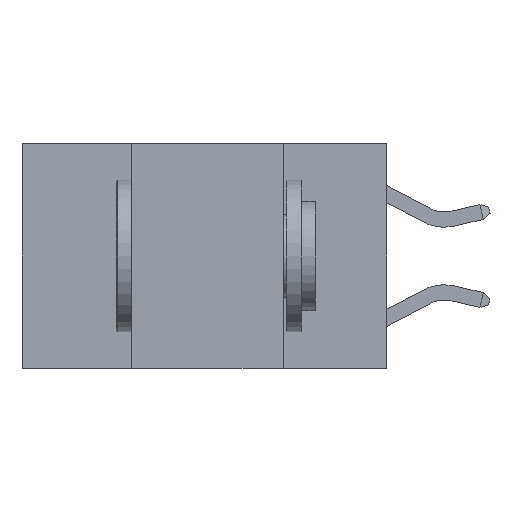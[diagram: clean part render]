
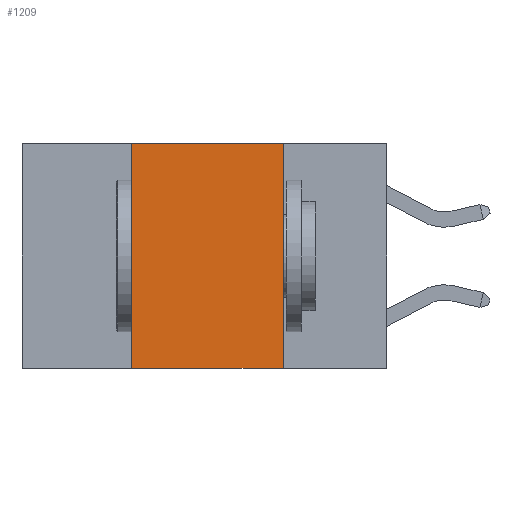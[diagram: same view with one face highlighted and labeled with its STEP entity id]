
A CAD part, left-side view. The second image highlights one B-rep face of the part: STEP entity #1209.
In plain terms, the highlighted planar face has unit normal (-1, 0, 0).
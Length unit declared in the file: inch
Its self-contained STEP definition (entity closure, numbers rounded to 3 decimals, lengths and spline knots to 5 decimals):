
#267 = DIRECTION ( 'NONE',  ( 0., -1., 0. ) ) ;
#296 = VERTEX_POINT ( 'NONE', #4448 ) ;
#442 = VERTEX_POINT ( 'NONE', #7042 ) ;
#914 = DIRECTION ( 'NONE',  ( 0., 0., -1. ) ) ;
#1182 = DIRECTION ( 'NONE',  ( 0., 0., -1. ) ) ;
#1206 = ORIENTED_EDGE ( 'NONE', *, *, #2983, .F. ) ;
#1209 = ADVANCED_FACE ( 'NONE', ( #9244 ), #1516, .F. ) ;
#1243 = ORIENTED_EDGE ( 'NONE', *, *, #2610, .F. ) ;
#1378 = CARTESIAN_POINT ( 'NONE',  ( 0., 0.6, 0. ) ) ;
#1415 = DIRECTION ( 'NONE',  ( 1., 0., 0. ) ) ;
#1516 = PLANE ( 'NONE',  #7897 ) ;
#1986 = ORIENTED_EDGE ( 'NONE', *, *, #6674, .F. ) ;
#2215 = ORIENTED_EDGE ( 'NONE', *, *, #3673, .T. ) ;
#2380 = DIRECTION ( 'NONE',  ( 0., 0., 1. ) ) ;
#2610 = EDGE_CURVE ( 'NONE', #4228, #10743, #9480, .T. ) ;
#2677 = CARTESIAN_POINT ( 'NONE',  ( 0., 0.6, 0. ) ) ;
#2912 = VECTOR ( 'NONE', #2380, 39.37008 ) ;
#2983 = EDGE_CURVE ( 'NONE', #10743, #442, #9987, .T. ) ;
#3122 = VECTOR ( 'NONE', #914, 39.37008 ) ;
#3376 = VECTOR ( 'NONE', #9174, 39.37008 ) ;
#3673 = EDGE_CURVE ( 'NONE', #296, #442, #5797, .T. ) ;
#4228 = VERTEX_POINT ( 'NONE', #9707 ) ;
#4448 = CARTESIAN_POINT ( 'NONE',  ( 0., 0.42, -0.37 ) ) ;
#4657 = VECTOR ( 'NONE', #267, 39.37008 ) ;
#5317 = LINE ( 'NONE', #10163, #2912 ) ;
#5797 = LINE ( 'NONE', #9093, #3376 ) ;
#6674 = EDGE_CURVE ( 'NONE', #296, #4228, #5317, .T. ) ;
#6701 = EDGE_LOOP ( 'NONE', ( #1206, #1243, #1986, #2215 ) ) ;
#7042 = CARTESIAN_POINT ( 'NONE',  ( 0., 0.17, -0.37 ) ) ;
#7897 = AXIS2_PLACEMENT_3D ( 'NONE', #1378, #1415, #1182 ) ;
#9093 = CARTESIAN_POINT ( 'NONE',  ( 0., 0.6, -0.37 ) ) ;
#9174 = DIRECTION ( 'NONE',  ( 0., -1., 0. ) ) ;
#9244 = FACE_OUTER_BOUND ( 'NONE', #6701, .T. ) ;
#9480 = LINE ( 'NONE', #2677, #4657 ) ;
#9707 = CARTESIAN_POINT ( 'NONE',  ( 0., 0.42, 0. ) ) ;
#9987 = LINE ( 'NONE', #10261, #3122 ) ;
#10163 = CARTESIAN_POINT ( 'NONE',  ( 0., 0.42, 0. ) ) ;
#10261 = CARTESIAN_POINT ( 'NONE',  ( 0., 0.17, 0. ) ) ;
#10576 = CARTESIAN_POINT ( 'NONE',  ( 0., 0.17, 0. ) ) ;
#10743 = VERTEX_POINT ( 'NONE', #10576 ) ;
